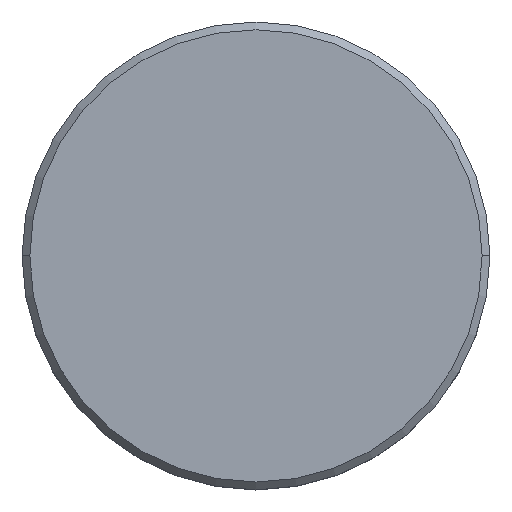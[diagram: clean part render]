
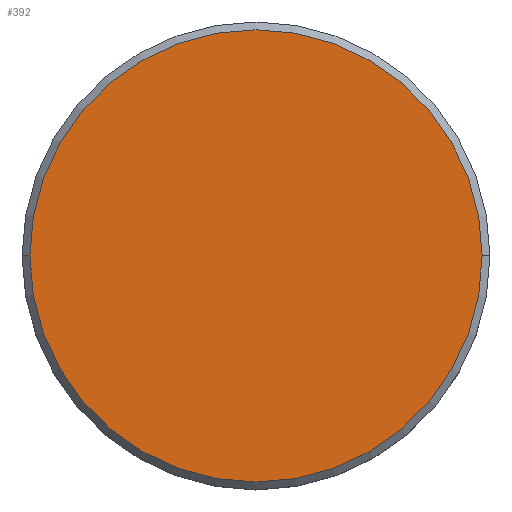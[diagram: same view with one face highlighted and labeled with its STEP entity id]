
A CAD part, top view. The second image highlights one B-rep face of the part: STEP entity #392.
In plain terms, the highlighted planar face has unit normal (0, 0, 1).
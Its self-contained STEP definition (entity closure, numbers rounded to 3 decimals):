
#95 = DIRECTION ( 'NONE',  ( 0., 0., 1. ) ) ;
#111 = AXIS2_PLACEMENT_3D ( 'NONE', #141, #95, #144 ) ;
#112 = AXIS2_PLACEMENT_3D ( 'NONE', #309, #359, #542 ) ;
#141 = CARTESIAN_POINT ( 'NONE',  ( 0., 0., 0. ) ) ;
#144 = DIRECTION ( 'NONE',  ( 1., 0., 0. ) ) ;
#173 = CARTESIAN_POINT ( 'NONE',  ( 14.5, 0., 0. ) ) ;
#179 = ORIENTED_EDGE ( 'NONE', *, *, #449, .T. ) ;
#226 = VERTEX_POINT ( 'NONE', #173 ) ;
#261 = DIRECTION ( 'NONE',  ( 0., 0., 1. ) ) ;
#266 = ORIENTED_EDGE ( 'NONE', *, *, #479, .T. ) ;
#309 = CARTESIAN_POINT ( 'NONE',  ( 0., 0., 0. ) ) ;
#359 = DIRECTION ( 'NONE',  ( 0., 0., 1. ) ) ;
#391 = CIRCLE ( 'NONE', #431, 14.5 ) ;
#392 = ADVANCED_FACE ( 'NONE', ( #568 ), #424, .T. ) ;
#401 = CARTESIAN_POINT ( 'NONE',  ( 0., 0., 0. ) ) ;
#424 = PLANE ( 'NONE',  #111 ) ;
#431 = AXIS2_PLACEMENT_3D ( 'NONE', #401, #261, #451 ) ;
#433 = CIRCLE ( 'NONE', #112, 14.5 ) ;
#449 = EDGE_CURVE ( 'NONE', #226, #490, #433, .T. ) ;
#451 = DIRECTION ( 'NONE',  ( 1., 0., 0. ) ) ;
#452 = CARTESIAN_POINT ( 'NONE',  ( -14.5, 0., 0. ) ) ;
#479 = EDGE_CURVE ( 'NONE', #490, #226, #391, .T. ) ;
#490 = VERTEX_POINT ( 'NONE', #452 ) ;
#527 = EDGE_LOOP ( 'NONE', ( #266, #179 ) ) ;
#542 = DIRECTION ( 'NONE',  ( 1., 0., 0. ) ) ;
#568 = FACE_OUTER_BOUND ( 'NONE', #527, .T. ) ;
